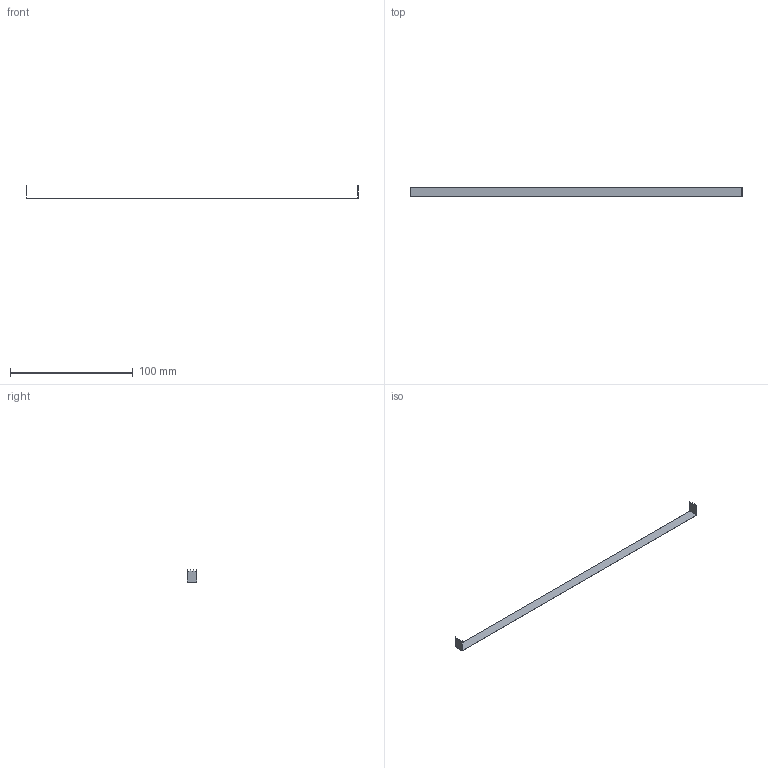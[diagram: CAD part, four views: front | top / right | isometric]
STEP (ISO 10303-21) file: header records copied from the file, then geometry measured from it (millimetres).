
FILE_DESCRIPTION(('CATIA V5 STEP Exchange','CAx-IF Rec.Pracs.--- Model Styling and Organization---1.4--- 2014-01-23'),'2;1');
FILE_NAME('BoxTape.stp','2024-10-10T01:23:56+00:00',('none'),('none'),'CATIA Version 5-6 Release 2019','3DEXPERIENCE Platform STEP AP214 v1','none');
FILE_SCHEMA(('AUTOMOTIVE_DESIGN { 1 0 10303 214 1 1 1 1 }'));
Length unit declared in the file: millimetre
Products named in the file (1): BoxTape
Bounding box: 270.1 x 8 x 10 mm (x, y, z)
Surface area: 4676.5 mm2 (no closed solid volume)
Topology: 0 solids, 1 shells, 28 faces, 69 edges, 42 vertices
Faces by surface type: plane 28
Entity records: 806 total; most frequent: CARTESIAN_POINT 138, ORIENTED_EDGE 134, DIRECTION 121, VECTOR 69, EDGE_CURVE 69, LINE 69, VERTEX_POINT 42, ADVANCED_FACE 28
